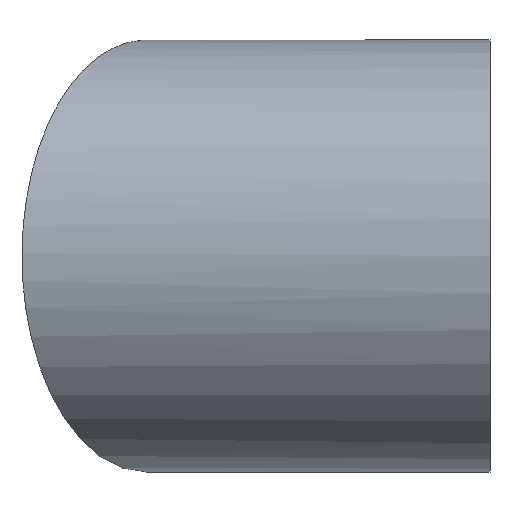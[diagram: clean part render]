
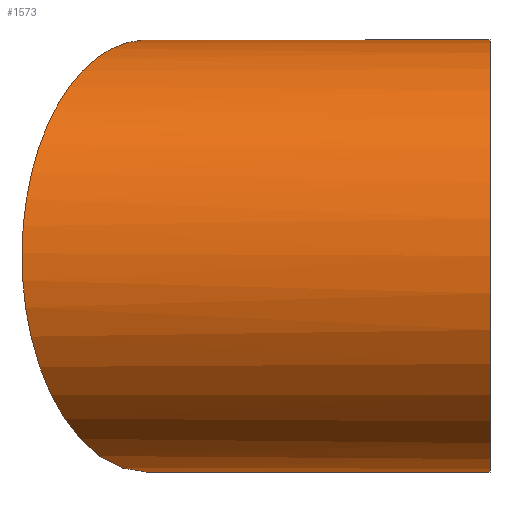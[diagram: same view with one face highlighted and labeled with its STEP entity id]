
A CAD part, left-side view. The second image highlights one B-rep face of the part: STEP entity #1573.
In plain terms, the highlighted cylindrical face has radius 250 mm (diameter 500 mm), a full revolution.
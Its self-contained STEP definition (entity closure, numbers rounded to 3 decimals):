
#1573 = ADVANCED_FACE( '', ( #3360, #3361 ), #3362, .T. );
#3360 = FACE_OUTER_BOUND( '', #5694, .T. );
#3361 = FACE_OUTER_BOUND( '', #5695, .T. );
#3362 = CYLINDRICAL_SURFACE( '', #5696, 250. );
#5694 = EDGE_LOOP( '', ( #10117 ) );
#5695 = EDGE_LOOP( '', ( #10118 ) );
#5696 = AXIS2_PLACEMENT_3D( '', #10119, #10120, #10121 );
#10117 = ORIENTED_EDGE( '', *, *, #15192, .T. );
#10118 = ORIENTED_EDGE( '', *, *, #14715, .F. );
#10119 = CARTESIAN_POINT( '', ( 0., 0., 0. ) );
#10120 = DIRECTION( '', ( 0., 1., 0. ) );
#10121 = DIRECTION( '', ( 0., 0., -1. ) );
#14715 = EDGE_CURVE( '', #18290, #18290, #18291, .T. );
#15192 = EDGE_CURVE( '', #18992, #18992, #18993, .F. );
#18290 = VERTEX_POINT( '', #23308 );
#18291 = CIRCLE( '', #23309, 250. );
#18992 = VERTEX_POINT( '', #24364 );
#18993 = ELLIPSE( '', #24365, 288.675, 250. );
#23308 = CARTESIAN_POINT( '', ( 0., 0., -250. ) );
#23309 = AXIS2_PLACEMENT_3D( '', #26937, #26938, #26939 );
#24364 = CARTESIAN_POINT( '', ( 250., 252.887, 0. ) );
#24365 = AXIS2_PLACEMENT_3D( '', #27294, #27295, #27296 );
#26937 = CARTESIAN_POINT( '', ( 0., 0., 0. ) );
#26938 = DIRECTION( '', ( 0., -1., 0. ) );
#26939 = DIRECTION( '', ( 0., 0., -1. ) );
#27294 = CARTESIAN_POINT( '', ( 0., 397.224, 0. ) );
#27295 = DIRECTION( '', ( 0.5, 0.866, 0. ) );
#27296 = DIRECTION( '', ( 0.866, -0.5, 0. ) );
